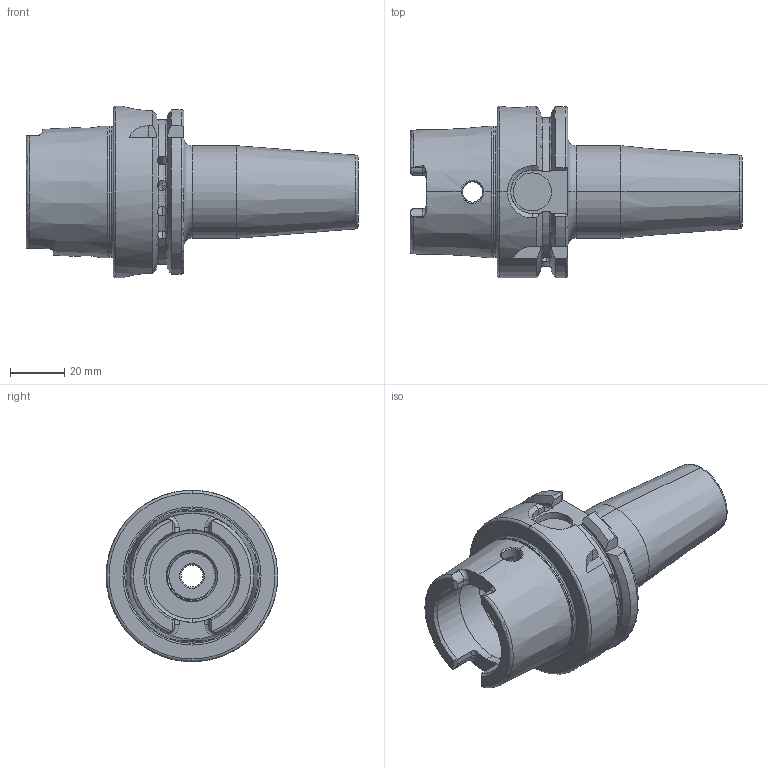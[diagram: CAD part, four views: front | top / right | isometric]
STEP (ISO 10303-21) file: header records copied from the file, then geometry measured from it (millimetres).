
FILE_DESCRIPTION (( 'STEP AP203' ), '1' );
FILE_NAME ('A63.70.14.STEP', '2016-11-17T01:02:53', ( '' ), ( '' ), 'SwSTEP 2.0', 'SolidWorks 2012', '' );
FILE_SCHEMA (( 'CONFIG_CONTROL_DESIGN' ));
Length unit declared in the file: millimetre
Products named in the file (1): A63.70.14
Bounding box: 122 x 63 x 63 mm (x, y, z)
Volume: 121954.3 mm3; surface area: 32336 mm2
Topology: 1 solids, 1 shells, 256 faces, 684 edges, 428 vertices
Faces by surface type: cylinder 113, plane 59, cone 35, torus 33, bspline 16
Entity records: 21000 total; most frequent: CARTESIAN_POINT 15138, ORIENTED_EDGE 1348, DIRECTION 1071, EDGE_CURVE 674, VERTEX_POINT 428, AXIS2_PLACEMENT_3D 427, EDGE_LOOP 270, FACE_OUTER_BOUND 256
